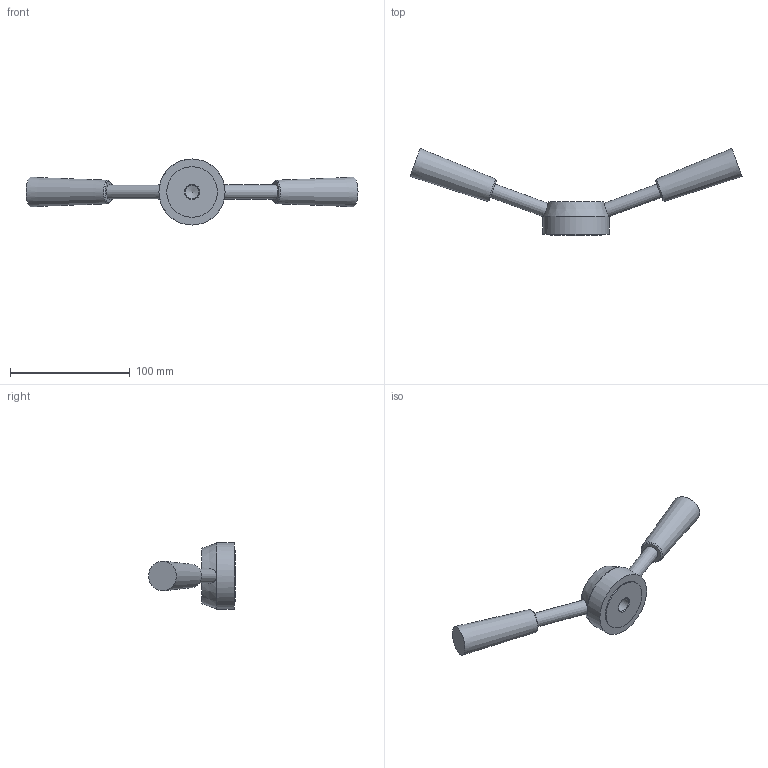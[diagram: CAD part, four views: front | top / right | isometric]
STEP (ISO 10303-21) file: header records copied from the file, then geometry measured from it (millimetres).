
FILE_DESCRIPTION(/* description */ (''),/* implementation_level */ '2;1');
FILE_NAME(/* name */ 'TA140.dxf',/* time_stamp */ '2012-11-23T18:02:04+08:00',/* author */ (''),/* organization */ (''),/* preprocessor_version */ 'ST-DEVELOPER v9',/* originating_system */ 'UGS - NX 4.0',/* authorisation */ '');
FILE_SCHEMA (('CONFIG_CONTROL_DESIGN'));
Length unit declared in the file: millimetre
Products named in the file (1): AdmiECFFxqj9
Bounding box: 277.21 x 72.61 x 55.18 mm (x, y, z)
Volume: 123112.9 mm3; surface area: 23884.7 mm2
Topology: 1 solids, 1 shells, 23 faces, 47 edges, 30 vertices
Faces by surface type: plane 10, cone 9, cylinder 4
Full cylindrical faces by diameter (mm): 11 x1, 12 x1, 42.181 x1, 55.181 x1
Entity records: 626 total; most frequent: CARTESIAN_POINT 119, DIRECTION 98, ORIENTED_EDGE 58, AXIS2_PLACEMENT_3D 49, EDGE_LOOP 40, EDGE_CURVE 29, VERTEX_POINT 26, ADVANCED_FACE 23
